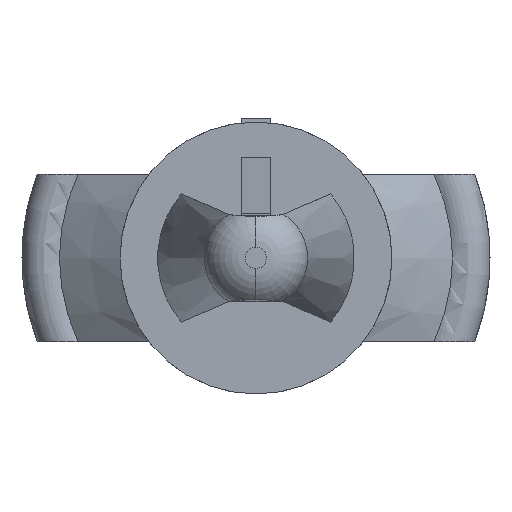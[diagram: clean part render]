
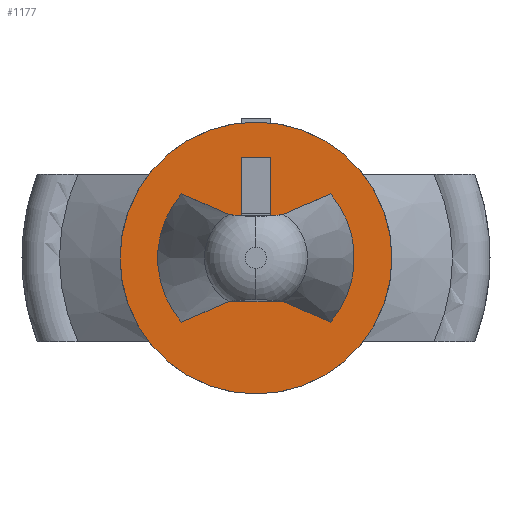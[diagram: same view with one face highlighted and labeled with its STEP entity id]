
A CAD part, left-side view. The second image highlights one B-rep face of the part: STEP entity #1177.
In plain terms, the highlighted planar face has unit normal (-1, 0, 0).
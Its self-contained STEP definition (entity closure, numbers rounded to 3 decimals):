
#6 = CARTESIAN_POINT ( 'NONE',  ( -165.743, 256.679, 1.16 ) ) ;
#10 = CARTESIAN_POINT ( 'NONE',  ( -165.743, 257.625, 0. ) ) ;
#99 = CARTESIAN_POINT ( 'NONE',  ( -165.743, 257.625, 3.25 ) ) ;
#144 = AXIS2_PLACEMENT_3D ( 'NONE', #2729, #193, #3153 ) ;
#193 = DIRECTION ( 'NONE',  ( -1., 0., 0. ) ) ;
#211 = ORIENTED_EDGE ( 'NONE', *, *, #2149, .F. ) ;
#244 = EDGE_CURVE ( 'NONE', #2160, #1616, #4131, .T. ) ;
#259 = EDGE_CURVE ( 'NONE', #1752, #1616, #5180, .T. ) ;
#285 = EDGE_CURVE ( 'NONE', #1594, #4056, #2750, .T. ) ;
#319 = DIRECTION ( 'NONE',  ( -1., 0., 0. ) ) ;
#357 = FACE_OUTER_BOUND ( 'NONE', #3796, .T. ) ;
#505 = CARTESIAN_POINT ( 'NONE',  ( -165.743, 258.771, -1.243 ) ) ;
#530 = CARTESIAN_POINT ( 'NONE',  ( -165.743, 258.498, -1.13 ) ) ;
#602 = CIRCLE ( 'NONE', #2616, 2. ) ;
#613 = EDGE_CURVE ( 'NONE', #2160, #4258, #1398, .T. ) ;
#636 = VERTEX_POINT ( 'NONE', #2523 ) ;
#672 = CARTESIAN_POINT ( 'NONE',  ( -165.743, 257.625, -3.25 ) ) ;
#695 = CARTESIAN_POINT ( 'NONE',  ( -165.743, 256.305, -1.319 ) ) ;
#755 = CARTESIAN_POINT ( 'NONE',  ( -165.743, 257.625, 0. ) ) ;
#787 = CARTESIAN_POINT ( 'NONE',  ( -165.743, 257.625, 0. ) ) ;
#849 = CARTESIAN_POINT ( 'NONE',  ( -165.743, 256.176, 1.379 ) ) ;
#853 = CARTESIAN_POINT ( 'NONE',  ( -165.743, 258.944, 1.319 ) ) ;
#907 = CARTESIAN_POINT ( 'NONE',  ( -165.743, 258.498, -1.13 ) ) ;
#923 = DIRECTION ( 'NONE',  ( 0., 0., 1. ) ) ;
#952 = VERTEX_POINT ( 'NONE', #3561 ) ;
#1060 = ORIENTED_EDGE ( 'NONE', *, *, #3679, .F. ) ;
#1152 = ORIENTED_EDGE ( 'NONE', *, *, #4317, .F. ) ;
#1166 = DIRECTION ( 'NONE',  ( 0., 0., 1. ) ) ;
#1177 = ADVANCED_FACE ( 'NONE', ( #357, #4870, #1467 ), #4599, .F. ) ;
#1262 = CARTESIAN_POINT ( 'NONE',  ( -165.743, 258.557, 1.154 ) ) ;
#1319 = CARTESIAN_POINT ( 'NONE',  ( -165.743, 259.073, -1.379 ) ) ;
#1339 = CARTESIAN_POINT ( 'NONE',  ( -165.743, 257.625, 0. ) ) ;
#1361 = B_SPLINE_CURVE_WITH_KNOTS ( 'NONE', 3,
 ( #849, #3383, #2541, #6, #2977 ),
 .UNSPECIFIED., .F., .F.,
 ( 4, 1, 4 ),
 ( 0.336, 0.648, 0.824 ),
 .UNSPECIFIED. ) ;
#1398 = B_SPLINE_CURVE_WITH_KNOTS ( 'NONE', 3,
 ( #1734, #1262, #3807, #853, #3387 ),
 .UNSPECIFIED., .F., .F.,
 ( 4, 1, 4 ),
 ( 0.176, 0.316, 0.664 ),
 .UNSPECIFIED. ) ;
#1459 = CIRCLE ( 'NONE', #4134, 3.25 ) ;
#1467 = FACE_BOUND ( 'NONE', #2562, .T. ) ;
#1594 = VERTEX_POINT ( 'NONE', #99 ) ;
#1613 = CARTESIAN_POINT ( 'NONE',  ( -165.743, 257.625, 0. ) ) ;
#1616 = VERTEX_POINT ( 'NONE', #530 ) ;
#1734 = CARTESIAN_POINT ( 'NONE',  ( -165.743, 258.498, 1.13 ) ) ;
#1752 = VERTEX_POINT ( 'NONE', #4417 ) ;
#1912 = EDGE_CURVE ( 'NONE', #4056, #1594, #1459, .T. ) ;
#1950 = AXIS2_PLACEMENT_3D ( 'NONE', #1339, #3878, #923 ) ;
#2038 = DIRECTION ( 'NONE',  ( 0., 0., 1. ) ) ;
#2040 = B_SPLINE_CURVE_WITH_KNOTS ( 'NONE', 3,
 ( #3623, #4476, #3224, #695, #3643 ),
 .UNSPECIFIED., .F., .F.,
 ( 4, 1, 4 ),
 ( 0.176, 0.316, 0.664 ),
 .UNSPECIFIED. ) ;
#2149 = EDGE_CURVE ( 'NONE', #2687, #636, #2040, .T. ) ;
#2160 = VERTEX_POINT ( 'NONE', #4069 ) ;
#2234 = AXIS2_PLACEMENT_3D ( 'NONE', #10, #2546, #5107 ) ;
#2391 = ORIENTED_EDGE ( 'NONE', *, *, #285, .T. ) ;
#2523 = CARTESIAN_POINT ( 'NONE',  ( -165.743, 256.176, -1.379 ) ) ;
#2541 = CARTESIAN_POINT ( 'NONE',  ( -165.743, 256.478, 1.243 ) ) ;
#2546 = DIRECTION ( 'NONE',  ( -1., 0., 0. ) ) ;
#2562 = EDGE_LOOP ( 'NONE', ( #3615, #1152, #211, #4895 ) ) ;
#2616 = AXIS2_PLACEMENT_3D ( 'NONE', #755, #3698, #1166 ) ;
#2644 = CIRCLE ( 'NONE', #4944, 2. ) ;
#2681 = AXIS2_PLACEMENT_3D ( 'NONE', #787, #5464, #2922 ) ;
#2687 = VERTEX_POINT ( 'NONE', #4988 ) ;
#2729 = CARTESIAN_POINT ( 'NONE',  ( -165.743, 257.625, 0. ) ) ;
#2750 = CIRCLE ( 'NONE', #2234, 3.25 ) ;
#2858 = CARTESIAN_POINT ( 'NONE',  ( -165.743, 257.625, 0. ) ) ;
#2922 = DIRECTION ( 'NONE',  ( 0., 0., -1. ) ) ;
#2977 = CARTESIAN_POINT ( 'NONE',  ( -165.743, 256.752, 1.13 ) ) ;
#2995 = EDGE_LOOP ( 'NONE', ( #4586, #4581, #5408, #1060 ) ) ;
#3005 = ORIENTED_EDGE ( 'NONE', *, *, #1912, .T. ) ;
#3125 = VERTEX_POINT ( 'NONE', #3987 ) ;
#3153 = DIRECTION ( 'NONE',  ( 0., 0., 1. ) ) ;
#3224 = CARTESIAN_POINT ( 'NONE',  ( -165.743, 256.491, -1.237 ) ) ;
#3284 = DIRECTION ( 'NONE',  ( 0., 0., 1. ) ) ;
#3383 = CARTESIAN_POINT ( 'NONE',  ( -165.743, 256.292, 1.326 ) ) ;
#3387 = CARTESIAN_POINT ( 'NONE',  ( -165.743, 259.074, 1.379 ) ) ;
#3561 = CARTESIAN_POINT ( 'NONE',  ( -165.743, 256.752, 1.13 ) ) ;
#3615 = ORIENTED_EDGE ( 'NONE', *, *, #5477, .F. ) ;
#3623 = CARTESIAN_POINT ( 'NONE',  ( -165.743, 256.751, -1.13 ) ) ;
#3643 = CARTESIAN_POINT ( 'NONE',  ( -165.743, 256.176, -1.379 ) ) ;
#3679 = EDGE_CURVE ( 'NONE', #4258, #1752, #2644, .T. ) ;
#3698 = DIRECTION ( 'NONE',  ( -1., 0., 0. ) ) ;
#3796 = EDGE_LOOP ( 'NONE', ( #2391, #3005 ) ) ;
#3807 = CARTESIAN_POINT ( 'NONE',  ( -165.743, 258.758, 1.237 ) ) ;
#3862 = CARTESIAN_POINT ( 'NONE',  ( -165.743, 258.57, -1.16 ) ) ;
#3878 = DIRECTION ( 'NONE',  ( -1., 0., 0. ) ) ;
#3987 = CARTESIAN_POINT ( 'NONE',  ( -165.743, 256.176, 1.379 ) ) ;
#4056 = VERTEX_POINT ( 'NONE', #672 ) ;
#4069 = CARTESIAN_POINT ( 'NONE',  ( -165.743, 258.498, 1.13 ) ) ;
#4131 = CIRCLE ( 'NONE', #1950, 1.428 ) ;
#4134 = AXIS2_PLACEMENT_3D ( 'NONE', #1613, #4583, #2038 ) ;
#4258 = VERTEX_POINT ( 'NONE', #4954 ) ;
#4317 = EDGE_CURVE ( 'NONE', #636, #3125, #602, .T. ) ;
#4417 = CARTESIAN_POINT ( 'NONE',  ( -165.743, 259.073, -1.379 ) ) ;
#4476 = CARTESIAN_POINT ( 'NONE',  ( -165.743, 256.693, -1.154 ) ) ;
#4581 = ORIENTED_EDGE ( 'NONE', *, *, #244, .T. ) ;
#4583 = DIRECTION ( 'NONE',  ( -1., 0., 0. ) ) ;
#4586 = ORIENTED_EDGE ( 'NONE', *, *, #613, .F. ) ;
#4599 = PLANE ( 'NONE',  #2681 ) ;
#4719 = EDGE_CURVE ( 'NONE', #2687, #952, #4780, .T. ) ;
#4780 = CIRCLE ( 'NONE', #144, 1.428 ) ;
#4870 = FACE_BOUND ( 'NONE', #2995, .T. ) ;
#4895 = ORIENTED_EDGE ( 'NONE', *, *, #4719, .T. ) ;
#4944 = AXIS2_PLACEMENT_3D ( 'NONE', #2858, #319, #3284 ) ;
#4954 = CARTESIAN_POINT ( 'NONE',  ( -165.743, 259.074, 1.379 ) ) ;
#4988 = CARTESIAN_POINT ( 'NONE',  ( -165.743, 256.751, -1.13 ) ) ;
#5107 = DIRECTION ( 'NONE',  ( 0., 0., 1. ) ) ;
#5180 = B_SPLINE_CURVE_WITH_KNOTS ( 'NONE', 3,
 ( #1319, #5184, #505, #3862, #907 ),
 .UNSPECIFIED., .F., .F.,
 ( 4, 1, 4 ),
 ( 0.336, 0.648, 0.824 ),
 .UNSPECIFIED. ) ;
#5184 = CARTESIAN_POINT ( 'NONE',  ( -165.743, 258.957, -1.326 ) ) ;
#5408 = ORIENTED_EDGE ( 'NONE', *, *, #259, .F. ) ;
#5464 = DIRECTION ( 'NONE',  ( 1., 0., 0. ) ) ;
#5477 = EDGE_CURVE ( 'NONE', #3125, #952, #1361, .T. ) ;
